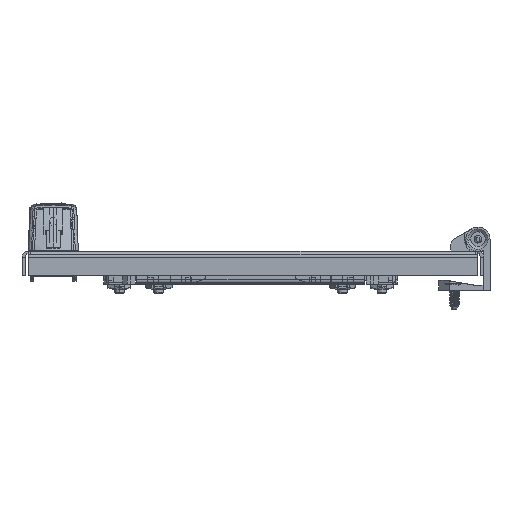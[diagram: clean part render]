
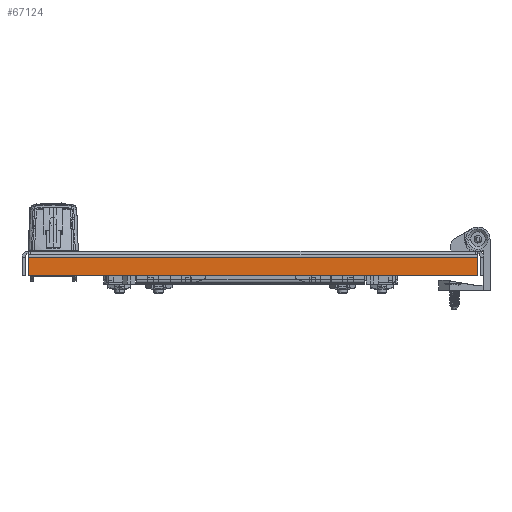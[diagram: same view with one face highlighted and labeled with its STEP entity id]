
A CAD part, front view. The second image highlights one B-rep face of the part: STEP entity #67124.
In plain terms, the highlighted planar face has unit normal (0, -1, 0).
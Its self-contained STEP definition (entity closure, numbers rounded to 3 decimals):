
#3091 = DIRECTION ( 'NONE',  ( 0., 0., 1. ) ) ;
#3228 = ORIENTED_EDGE ( 'NONE', *, *, #44525, .T. ) ;
#3631 = VERTEX_POINT ( 'NONE', #51880 ) ;
#4604 = EDGE_CURVE ( 'NONE', #71200, #19659, #61354, .T. ) ;
#4824 = VERTEX_POINT ( 'NONE', #18289 ) ;
#14374 = CARTESIAN_POINT ( 'NONE',  ( 145., -1095., -15.8 ) ) ;
#16649 = DIRECTION ( 'NONE',  ( 0., 1., 0. ) ) ;
#18289 = CARTESIAN_POINT ( 'NONE',  ( 143., -1095., -4. ) ) ;
#19659 = VERTEX_POINT ( 'NONE', #76935 ) ;
#24933 = LINE ( 'NONE', #32599, #39473 ) ;
#30180 = CARTESIAN_POINT ( 'NONE',  ( 0., -1095., 0. ) ) ;
#32599 = CARTESIAN_POINT ( 'NONE',  ( -143., -1095., 0. ) ) ;
#32910 = EDGE_CURVE ( 'NONE', #3631, #4824, #40240, .T. ) ;
#33764 = DIRECTION ( 'NONE',  ( 0., 0., 1. ) ) ;
#35073 = LINE ( 'NONE', #88357, #63825 ) ;
#36005 = DIRECTION ( 'NONE',  ( -1., 0., 0. ) ) ;
#37375 = FACE_OUTER_BOUND ( 'NONE', #53133, .T. ) ;
#39473 = VECTOR ( 'NONE', #60125, 1000. ) ;
#39816 = CARTESIAN_POINT ( 'NONE',  ( 0., -1095., -4. ) ) ;
#40114 = CARTESIAN_POINT ( 'NONE',  ( 143., -1095., -15.8 ) ) ;
#40240 = LINE ( 'NONE', #39816, #87274 ) ;
#44525 = EDGE_CURVE ( 'NONE', #71200, #4824, #35073, .T. ) ;
#51880 = CARTESIAN_POINT ( 'NONE',  ( -143., -1095., -4. ) ) ;
#52780 = ORIENTED_EDGE ( 'NONE', *, *, #32910, .F. ) ;
#53133 = EDGE_LOOP ( 'NONE', ( #3228, #52780, #63633, #61389 ) ) ;
#60125 = DIRECTION ( 'NONE',  ( 0., 0., 1. ) ) ;
#61354 = LINE ( 'NONE', #14374, #64922 ) ;
#61389 = ORIENTED_EDGE ( 'NONE', *, *, #4604, .F. ) ;
#63633 = ORIENTED_EDGE ( 'NONE', *, *, #78935, .F. ) ;
#63825 = VECTOR ( 'NONE', #33764, 1000. ) ;
#64918 = PLANE ( 'NONE',  #87343 ) ;
#64922 = VECTOR ( 'NONE', #36005, 1000. ) ;
#67124 = ADVANCED_FACE ( 'NONE', ( #37375 ), #64918, .F. ) ;
#71200 = VERTEX_POINT ( 'NONE', #40114 ) ;
#76935 = CARTESIAN_POINT ( 'NONE',  ( -143., -1095., -15.8 ) ) ;
#78935 = EDGE_CURVE ( 'NONE', #19659, #3631, #24933, .T. ) ;
#87179 = DIRECTION ( 'NONE',  ( 1., 0., 0. ) ) ;
#87274 = VECTOR ( 'NONE', #87179, 1000. ) ;
#87343 = AXIS2_PLACEMENT_3D ( 'NONE', #30180, #16649, #3091 ) ;
#88357 = CARTESIAN_POINT ( 'NONE',  ( 143., -1095., 0. ) ) ;
